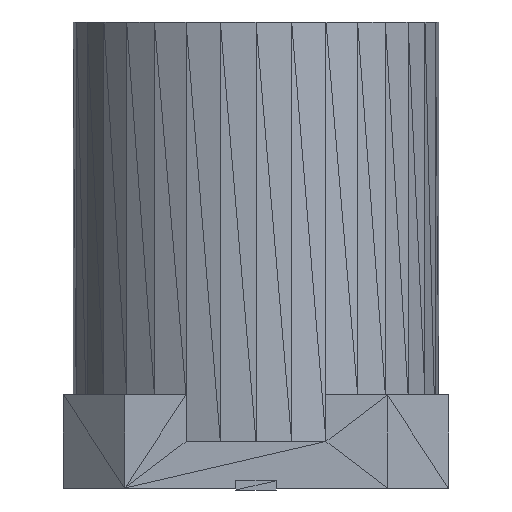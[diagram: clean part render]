
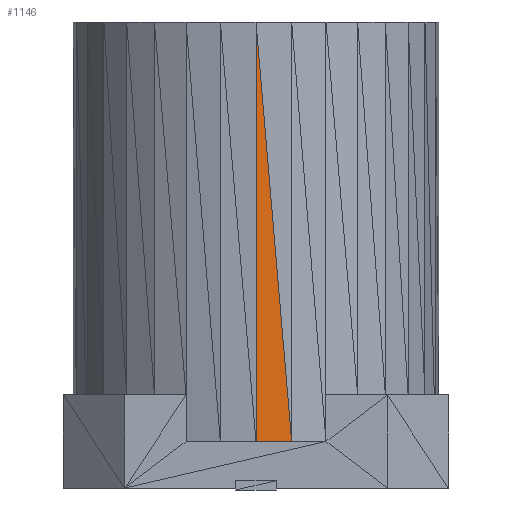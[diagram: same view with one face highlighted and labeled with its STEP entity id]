
A CAD part, left-side view. The second image highlights one B-rep face of the part: STEP entity #1146.
In plain terms, the highlighted planar face has unit normal (-0.995, -0.098, 0).
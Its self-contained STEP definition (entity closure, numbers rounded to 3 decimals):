
#1146=ADVANCED_FACE('',(#1147),#1173,.F.);
#1147=FACE_OUTER_BOUND('',#1148,.T.);
#1148=EDGE_LOOP('',(#1149,#1151,#1153));
#1149=ORIENTED_EDGE('',*,*,#1150,.T.);
#1150=EDGE_CURVE('',#1155,#1157,#1159,.T.);
#1151=ORIENTED_EDGE('',*,*,#1152,.T.);
#1152=EDGE_CURVE('',#1157,#1163,#1165,.T.);
#1153=ORIENTED_EDGE('',*,*,#1154,.T.);
#1154=EDGE_CURVE('',#1163,#1155,#1169,.T.);
#1155=VERTEX_POINT('',#1156);
#1156=CARTESIAN_POINT('',(-4.983,0.0,12.751));
#1157=VERTEX_POINT('',#1158);
#1158=CARTESIAN_POINT('',(-4.887,-0.972,1.321));
#1159=LINE('',#1160,#1161);
#1160=CARTESIAN_POINT('',(-4.983,0.0,12.751));
#1161=VECTOR('',#1162,1.0);
#1162=DIRECTION('',(-0.008,0.085,0.996));
#1163=VERTEX_POINT('',#1164);
#1164=CARTESIAN_POINT('',(-4.983,0.0,1.321));
#1165=LINE('',#1166,#1167);
#1166=CARTESIAN_POINT('',(-4.887,-0.972,1.321));
#1167=VECTOR('',#1168,1.0);
#1168=DIRECTION('',(0.098,-0.995,0.0));
#1169=LINE('',#1170,#1171);
#1170=CARTESIAN_POINT('',(-4.983,0.0,1.321));
#1171=VECTOR('',#1172,1.0);
#1172=DIRECTION('',(0.0,0.0,-1.0));
#1173=PLANE('',#1174);
#1174=AXIS2_PLACEMENT_3D('',#1175,#1176,#1177);
#1175=CARTESIAN_POINT('',(-4.887,-0.972,1.321));
#1176=DIRECTION('',(0.995,0.098,0.0));
#1177=DIRECTION('',(0.0,0.0,1.0));
